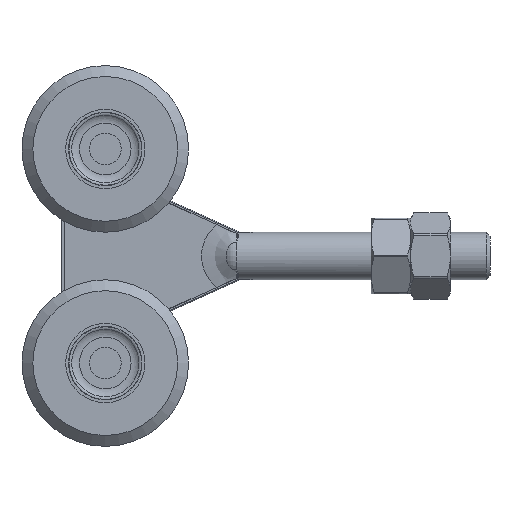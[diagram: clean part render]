
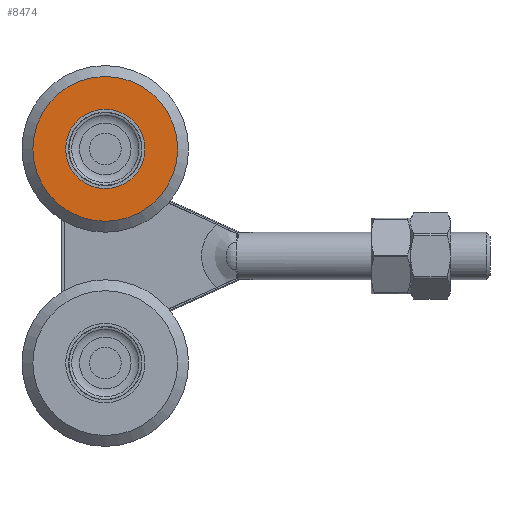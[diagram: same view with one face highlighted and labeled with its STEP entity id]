
A CAD part, left-side view. The second image highlights one B-rep face of the part: STEP entity #8474.
In plain terms, the highlighted planar face has unit normal (-1, 0, 0).
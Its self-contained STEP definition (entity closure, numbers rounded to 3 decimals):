
#2794 = DIRECTION ( 'NONE',  ( -1., 0., 0. ) ) ;
#5031 = AXIS2_PLACEMENT_3D ( 'NONE', #18025, #18168, #13650 ) ;
#5132 = AXIS2_PLACEMENT_3D ( 'NONE', #13190, #17965, #16314 ) ;
#5548 = VERTEX_POINT ( 'NONE', #12816 ) ;
#5566 = ORIENTED_EDGE ( 'NONE', *, *, #19595, .F. ) ;
#5787 = VERTEX_POINT ( 'NONE', #13840 ) ;
#5983 = FACE_BOUND ( 'NONE', #14768, .T. ) ;
#6111 = AXIS2_PLACEMENT_3D ( 'NONE', #13369, #2794, #14911 ) ;
#7423 = EDGE_LOOP ( 'NONE', ( #8711 ) ) ;
#8474 = ADVANCED_FACE ( 'NONE', ( #19068, #5983 ), #11922, .F. ) ;
#8711 = ORIENTED_EDGE ( 'NONE', *, *, #15904, .T. ) ;
#9333 = CIRCLE ( 'NONE', #5132, 10. ) ;
#11922 = PLANE ( 'NONE',  #5031 ) ;
#12816 = CARTESIAN_POINT ( 'NONE',  ( -15.75, 34., 37. ) ) ;
#13190 = CARTESIAN_POINT ( 'NONE',  ( -15.75, 34., 27. ) ) ;
#13369 = CARTESIAN_POINT ( 'NONE',  ( -15.75, 34., 27. ) ) ;
#13650 = DIRECTION ( 'NONE',  ( 0., 0., 1. ) ) ;
#13840 = CARTESIAN_POINT ( 'NONE',  ( -15.75, 34., 45.25 ) ) ;
#14768 = EDGE_LOOP ( 'NONE', ( #5566 ) ) ;
#14911 = DIRECTION ( 'NONE',  ( 0., 0., 1. ) ) ;
#15904 = EDGE_CURVE ( 'NONE', #5787, #5787, #17275, .T. ) ;
#16314 = DIRECTION ( 'NONE',  ( 0., 0., 1. ) ) ;
#17275 = CIRCLE ( 'NONE', #6111, 18.25 ) ;
#17965 = DIRECTION ( 'NONE',  ( -1., 0., 0. ) ) ;
#18025 = CARTESIAN_POINT ( 'NONE',  ( -15.75, 52.25, 27. ) ) ;
#18168 = DIRECTION ( 'NONE',  ( 1., 0., 0. ) ) ;
#19068 = FACE_OUTER_BOUND ( 'NONE', #7423, .T. ) ;
#19595 = EDGE_CURVE ( 'NONE', #5548, #5548, #9333, .T. ) ;
